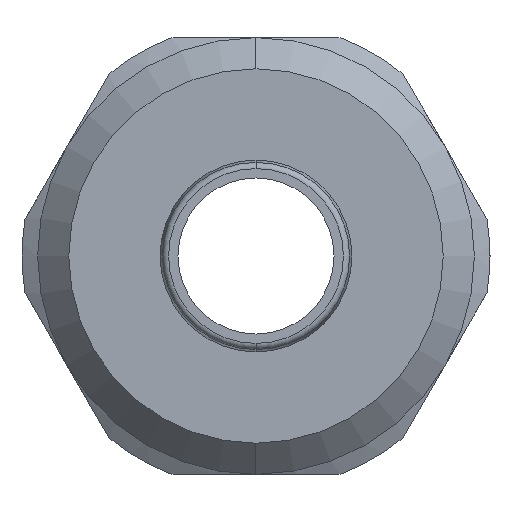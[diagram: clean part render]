
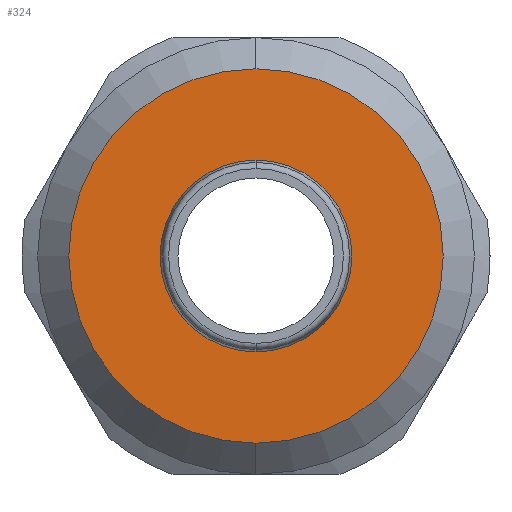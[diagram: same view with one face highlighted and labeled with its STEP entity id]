
A CAD part, front view. The second image highlights one B-rep face of the part: STEP entity #324.
In plain terms, the highlighted planar face has unit normal (0, -1, 0).
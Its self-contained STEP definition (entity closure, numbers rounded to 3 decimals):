
#103 = CARTESIAN_POINT ( 'NONE',  ( 0., 3., 6. ) ) ;
#114 = CARTESIAN_POINT ( 'NONE',  ( 0., 3., -6. ) ) ;
#132 = CARTESIAN_POINT ( 'NONE',  ( 0., 3., -3.075 ) ) ;
#133 = CARTESIAN_POINT ( 'NONE',  ( 0., 3., 3.075 ) ) ;
#324 = ADVANCED_FACE ( 'NONE', ( #1602, #1601 ), #1002, .T. ) ;
#353 = EDGE_CURVE ( 'NONE', #2123, #2124, #2404, .T. ) ;
#358 = EDGE_CURVE ( 'NONE', #2094, #2105, #2480, .T. ) ;
#387 = EDGE_CURVE ( 'NONE', #2105, #2094, #2464, .T. ) ;
#423 = AXIS2_PLACEMENT_3D ( 'NONE', #1004, #1006, #1008 ) ;
#522 = DIRECTION ( 'NONE',  ( 0., 0., -1. ) ) ;
#599 = CARTESIAN_POINT ( 'NONE',  ( 0., 3., 0. ) ) ;
#600 = DIRECTION ( 'NONE',  ( 0., 1., 0. ) ) ;
#601 = DIRECTION ( 'NONE',  ( 0., 0., -1. ) ) ;
#988 = CARTESIAN_POINT ( 'NONE',  ( 0., 3., 0. ) ) ;
#990 = DIRECTION ( 'NONE',  ( 0., 1., 0. ) ) ;
#992 = DIRECTION ( 'NONE',  ( 0., 0., -1. ) ) ;
#1002 = PLANE ( 'NONE',  #423 ) ;
#1004 = CARTESIAN_POINT ( 'NONE',  ( 2.5, 3., 0. ) ) ;
#1006 = DIRECTION ( 'NONE',  ( 0., -1., 0. ) ) ;
#1008 = DIRECTION ( 'NONE',  ( 0., 0., -1. ) ) ;
#1206 = CARTESIAN_POINT ( 'NONE',  ( 0., 3., 0. ) ) ;
#1208 = DIRECTION ( 'NONE',  ( 0., 1., 0. ) ) ;
#1210 = DIRECTION ( 'NONE',  ( 0., 0., -1. ) ) ;
#1238 = CARTESIAN_POINT ( 'NONE',  ( 0., 3., 0. ) ) ;
#1240 = DIRECTION ( 'NONE',  ( 0., 1., 0. ) ) ;
#1401 = EDGE_CURVE ( 'NONE', #2124, #2123, #2326, .T. ) ;
#1601 = FACE_BOUND ( 'NONE', #1693, .T. ) ;
#1602 = FACE_OUTER_BOUND ( 'NONE', #1692, .T. ) ;
#1692 = EDGE_LOOP ( 'NONE', ( #2069, #2070 ) ) ;
#1693 = EDGE_LOOP ( 'NONE', ( #2072, #2071 ) ) ;
#2069 = ORIENTED_EDGE ( 'NONE', *, *, #387, .F. ) ;
#2070 = ORIENTED_EDGE ( 'NONE', *, *, #358, .F. ) ;
#2071 = ORIENTED_EDGE ( 'NONE', *, *, #353, .T. ) ;
#2072 = ORIENTED_EDGE ( 'NONE', *, *, #1401, .T. ) ;
#2094 = VERTEX_POINT ( 'NONE', #103 ) ;
#2105 = VERTEX_POINT ( 'NONE', #114 ) ;
#2123 = VERTEX_POINT ( 'NONE', #132 ) ;
#2124 = VERTEX_POINT ( 'NONE', #133 ) ;
#2267 = AXIS2_PLACEMENT_3D ( 'NONE', #1206, #1208, #1210 ) ;
#2324 = AXIS2_PLACEMENT_3D ( 'NONE', #988, #990, #992 ) ;
#2326 = CIRCLE ( 'NONE', #2324, 3.075 ) ;
#2404 = CIRCLE ( 'NONE', #2267, 3.075 ) ;
#2447 = AXIS2_PLACEMENT_3D ( 'NONE', #599, #600, #601 ) ;
#2454 = AXIS2_PLACEMENT_3D ( 'NONE', #1238, #1240, #522 ) ;
#2464 = CIRCLE ( 'NONE', #2447, 6. ) ;
#2480 = CIRCLE ( 'NONE', #2454, 6. ) ;
